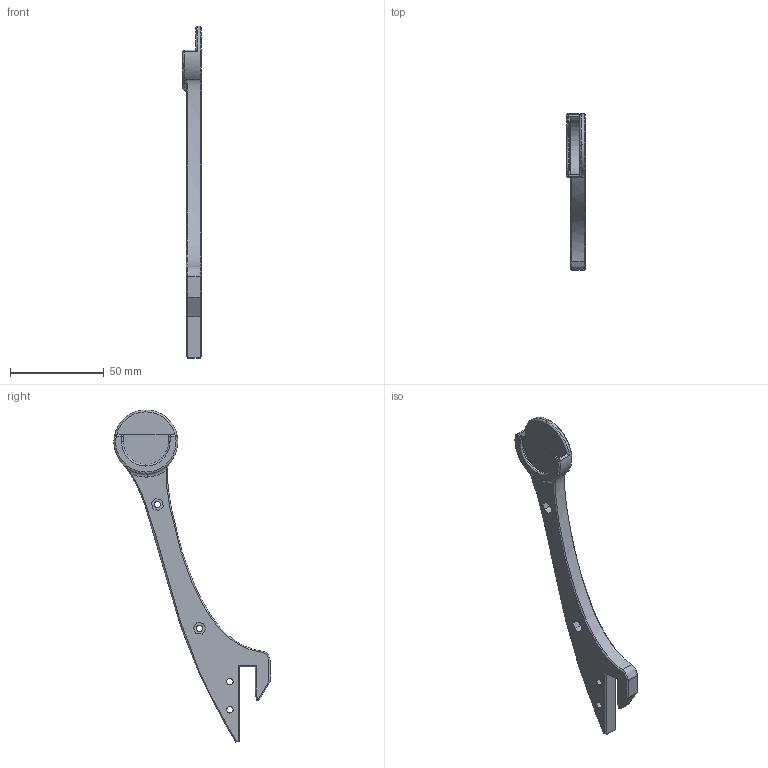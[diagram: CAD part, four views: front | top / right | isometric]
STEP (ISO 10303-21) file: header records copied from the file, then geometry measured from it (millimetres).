
FILE_DESCRIPTION (( 'STEP AP214' ), '1' );
FILE_NAME ('2.STEP', '2024-10-12T22:54:33', ( '' ), ( '' ), 'SwSTEP 2.0', 'SolidWorks 2024', '' );
FILE_SCHEMA (( 'AUTOMOTIVE_DESIGN' ));
Length unit declared in the file: millimetre
Products named in the file (1): 2
Bounding box: 10 x 83.19 x 177 mm (x, y, z)
Volume: 23088.4 mm3; surface area: 11827.5 mm2
Topology: 1 solids, 1 shells, 137 faces, 343 edges, 210 vertices
Faces by surface type: plane 76, cylinder 30, bspline 17, torus 8, cone 6
Entity records: 4816 total; most frequent: CARTESIAN_POINT 1560, ORIENTED_EDGE 686, DIRECTION 651, EDGE_CURVE 343, AXIS2_PLACEMENT_3D 219, VECTOR 213, LINE 213, VERTEX_POINT 210
